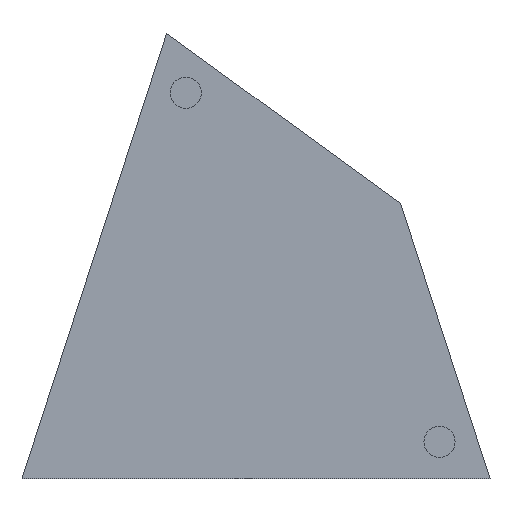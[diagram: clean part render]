
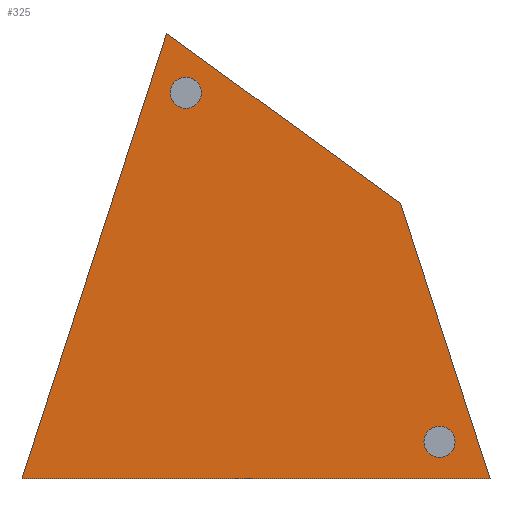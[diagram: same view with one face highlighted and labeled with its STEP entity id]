
A CAD part, top view. The second image highlights one B-rep face of the part: STEP entity #325.
In plain terms, the highlighted planar face has unit normal (0, 0, 1).
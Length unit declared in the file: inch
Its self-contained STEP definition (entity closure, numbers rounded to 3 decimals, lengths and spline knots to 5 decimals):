
#38 = VERTEX_POINT('',#39);
#39 = CARTESIAN_POINT('',(0.36498,1.1233,0.11811));
#46 = PLANE('',#47);
#47 = AXIS2_PLACEMENT_3D('',#48,#49,#50);
#48 = CARTESIAN_POINT('',(0.36498,1.1233,0.));
#49 = DIRECTION('',(0.951,-0.309,0.));
#50 = DIRECTION('',(-0.309,-0.951,0.));
#58 = PLANE('',#59);
#59 = AXIS2_PLACEMENT_3D('',#60,#61,#62);
#60 = CARTESIAN_POINT('',(0.36498,1.1233,0.));
#61 = DIRECTION('',(0.588,0.809,0.));
#62 = DIRECTION('',(0.809,-0.588,0.));
#70 = EDGE_CURVE('',#38,#71,#73,.T.);
#71 = VERTEX_POINT('',#72);
#72 = CARTESIAN_POINT('',(0.,0.,0.11811));
#73 = SURFACE_CURVE('',#74,(#78,#85),.PCURVE_S1.);
#74 = LINE('',#75,#76);
#75 = CARTESIAN_POINT('',(0.36498,1.1233,0.11811));
#76 = VECTOR('',#77,0.03937);
#77 = DIRECTION('',(-0.309,-0.951,0.));
#78 = PCURVE('',#46,#79);
#79 = DEFINITIONAL_REPRESENTATION('',(#80),#84);
#80 = LINE('',#81,#82);
#81 = CARTESIAN_POINT('',(0.,-0.118));
#82 = VECTOR('',#83,1.);
#83 = DIRECTION('',(1.,-0.));
#84 = ( GEOMETRIC_REPRESENTATION_CONTEXT(2) 
PARAMETRIC_REPRESENTATION_CONTEXT() REPRESENTATION_CONTEXT('2D SPACE',''
  ) );
#85 = PCURVE('',#86,#91);
#86 = PLANE('',#87);
#87 = AXIS2_PLACEMENT_3D('',#88,#89,#90);
#88 = CARTESIAN_POINT('',(0.36498,1.1233,0.11811));
#89 = DIRECTION('',(0.,0.,-1.));
#90 = DIRECTION('',(-1.,0.,0.));
#91 = DEFINITIONAL_REPRESENTATION('',(#92),#96);
#92 = LINE('',#93,#94);
#93 = CARTESIAN_POINT('',(0.,0.));
#94 = VECTOR('',#95,1.);
#95 = DIRECTION('',(0.309,-0.951));
#96 = ( GEOMETRIC_REPRESENTATION_CONTEXT(2) 
PARAMETRIC_REPRESENTATION_CONTEXT() REPRESENTATION_CONTEXT('2D SPACE',''
  ) );
#114 = PLANE('',#115);
#115 = AXIS2_PLACEMENT_3D('',#116,#117,#118);
#116 = CARTESIAN_POINT('',(0.,0.,0.));
#117 = DIRECTION('',(0.,1.,0.));
#118 = DIRECTION('',(1.,0.,0.));
#156 = EDGE_CURVE('',#38,#157,#159,.T.);
#157 = VERTEX_POINT('',#158);
#158 = CARTESIAN_POINT('',(0.95553,0.69423,0.11811));
#159 = SURFACE_CURVE('',#160,(#164,#171),.PCURVE_S1.);
#160 = LINE('',#161,#162);
#161 = CARTESIAN_POINT('',(0.36498,1.1233,0.11811)
  );
#162 = VECTOR('',#163,0.03937);
#163 = DIRECTION('',(0.809,-0.588,0.));
#164 = PCURVE('',#58,#165);
#165 = DEFINITIONAL_REPRESENTATION('',(#166),#170);
#166 = LINE('',#167,#168);
#167 = CARTESIAN_POINT('',(0.,-0.118));
#168 = VECTOR('',#169,1.);
#169 = DIRECTION('',(1.,0.));
#170 = ( GEOMETRIC_REPRESENTATION_CONTEXT(2) 
PARAMETRIC_REPRESENTATION_CONTEXT() REPRESENTATION_CONTEXT('2D SPACE',''
  ) );
#171 = PCURVE('',#86,#172);
#172 = DEFINITIONAL_REPRESENTATION('',(#173),#177);
#173 = LINE('',#174,#175);
#174 = CARTESIAN_POINT('',(0.,0.));
#175 = VECTOR('',#176,1.);
#176 = DIRECTION('',(-0.809,-0.588));
#177 = ( GEOMETRIC_REPRESENTATION_CONTEXT(2) 
PARAMETRIC_REPRESENTATION_CONTEXT() REPRESENTATION_CONTEXT('2D SPACE',''
  ) );
#195 = PLANE('',#196);
#196 = AXIS2_PLACEMENT_3D('',#197,#198,#199);
#197 = CARTESIAN_POINT('',(0.95553,0.69423,0.));
#198 = DIRECTION('',(0.951,0.309,0.));
#199 = DIRECTION('',(0.309,-0.951,0.));
#232 = EDGE_CURVE('',#71,#233,#235,.T.);
#233 = VERTEX_POINT('',#234);
#234 = CARTESIAN_POINT('',(1.1811,0.,0.11811));
#235 = SURFACE_CURVE('',#236,(#240,#247),.PCURVE_S1.);
#236 = LINE('',#237,#238);
#237 = CARTESIAN_POINT('',(0.,0.,0.11811));
#238 = VECTOR('',#239,0.03937);
#239 = DIRECTION('',(1.,0.,0.));
#240 = PCURVE('',#114,#241);
#241 = DEFINITIONAL_REPRESENTATION('',(#242),#246);
#242 = LINE('',#243,#244);
#243 = CARTESIAN_POINT('',(0.,-0.118));
#244 = VECTOR('',#245,1.);
#245 = DIRECTION('',(1.,0.));
#246 = ( GEOMETRIC_REPRESENTATION_CONTEXT(2) 
PARAMETRIC_REPRESENTATION_CONTEXT() REPRESENTATION_CONTEXT('2D SPACE',''
  ) );
#247 = PCURVE('',#86,#248);
#248 = DEFINITIONAL_REPRESENTATION('',(#249),#253);
#249 = LINE('',#250,#251);
#250 = CARTESIAN_POINT('',(0.365,-1.123));
#251 = VECTOR('',#252,1.);
#252 = DIRECTION('',(-1.,0.));
#253 = ( GEOMETRIC_REPRESENTATION_CONTEXT(2) 
PARAMETRIC_REPRESENTATION_CONTEXT() REPRESENTATION_CONTEXT('2D SPACE',''
  ) );
#325 = ADVANCED_FACE('',(#326,#352,#387),#86,.F.);
#326 = FACE_BOUND('',#327,.F.);
#327 = EDGE_LOOP('',(#328,#329,#330,#351));
#328 = ORIENTED_EDGE('',*,*,#70,.F.);
#329 = ORIENTED_EDGE('',*,*,#156,.T.);
#330 = ORIENTED_EDGE('',*,*,#331,.T.);
#331 = EDGE_CURVE('',#157,#233,#332,.T.);
#332 = SURFACE_CURVE('',#333,(#337,#344),.PCURVE_S1.);
#333 = LINE('',#334,#335);
#334 = CARTESIAN_POINT('',(0.95553,0.69423,0.11811));
#335 = VECTOR('',#336,0.03937);
#336 = DIRECTION('',(0.309,-0.951,0.));
#337 = PCURVE('',#86,#338);
#338 = DEFINITIONAL_REPRESENTATION('',(#339),#343);
#339 = LINE('',#340,#341);
#340 = CARTESIAN_POINT('',(-0.591,-0.429));
#341 = VECTOR('',#342,1.);
#342 = DIRECTION('',(-0.309,-0.951));
#343 = ( GEOMETRIC_REPRESENTATION_CONTEXT(2) 
PARAMETRIC_REPRESENTATION_CONTEXT() REPRESENTATION_CONTEXT('2D SPACE',''
  ) );
#344 = PCURVE('',#195,#345);
#345 = DEFINITIONAL_REPRESENTATION('',(#346),#350);
#346 = LINE('',#347,#348);
#347 = CARTESIAN_POINT('',(0.,-0.118));
#348 = VECTOR('',#349,1.);
#349 = DIRECTION('',(1.,0.));
#350 = ( GEOMETRIC_REPRESENTATION_CONTEXT(2) 
PARAMETRIC_REPRESENTATION_CONTEXT() REPRESENTATION_CONTEXT('2D SPACE',''
  ) );
#351 = ORIENTED_EDGE('',*,*,#232,.F.);
#352 = FACE_BOUND('',#353,.F.);
#353 = EDGE_LOOP('',(#354));
#354 = ORIENTED_EDGE('',*,*,#355,.T.);
#355 = EDGE_CURVE('',#356,#356,#358,.T.);
#356 = VERTEX_POINT('',#357);
#357 = CARTESIAN_POINT('',(1.09307,0.09256,
    0.11811));
#358 = SURFACE_CURVE('',#359,(#364,#375),.PCURVE_S1.);
#359 = CIRCLE('',#360,0.03937);
#360 = AXIS2_PLACEMENT_3D('',#361,#362,#363);
#361 = CARTESIAN_POINT('',(1.0537,0.09256,
    0.11811));
#362 = DIRECTION('',(0.,0.,1.));
#363 = DIRECTION('',(1.,0.,0.));
#364 = PCURVE('',#86,#365);
#365 = DEFINITIONAL_REPRESENTATION('',(#366),#374);
#366 = ( BOUNDED_CURVE() B_SPLINE_CURVE(2,(#367,#368,#369,#370,#371,#372
,#373),.UNSPECIFIED.,.T.,.F.) B_SPLINE_CURVE_WITH_KNOTS((1,2,2,2,2,1),(
    -2.0944,0.,2.0944,4.18879,6.28319,
8.37758),.UNSPECIFIED.) CURVE() GEOMETRIC_REPRESENTATION_ITEM() 
RATIONAL_B_SPLINE_CURVE((1.,0.5,1.,0.5,1.,0.5,1.)) REPRESENTATION_ITEM(
  '') );
#367 = CARTESIAN_POINT('',(-0.728,-1.031));
#368 = CARTESIAN_POINT('',(-0.728,-0.963));
#369 = CARTESIAN_POINT('',(-0.669,-0.997));
#370 = CARTESIAN_POINT('',(-0.61,-1.031));
#371 = CARTESIAN_POINT('',(-0.669,-1.065));
#372 = CARTESIAN_POINT('',(-0.728,-1.099));
#373 = CARTESIAN_POINT('',(-0.728,-1.031));
#374 = ( GEOMETRIC_REPRESENTATION_CONTEXT(2) 
PARAMETRIC_REPRESENTATION_CONTEXT() REPRESENTATION_CONTEXT('2D SPACE',''
  ) );
#375 = PCURVE('',#376,#381);
#376 = CYLINDRICAL_SURFACE('',#377,0.03937);
#377 = AXIS2_PLACEMENT_3D('',#378,#379,#380);
#378 = CARTESIAN_POINT('',(1.0537,0.09256,
    0.11811));
#379 = DIRECTION('',(0.,0.,1.));
#380 = DIRECTION('',(1.,0.,0.));
#381 = DEFINITIONAL_REPRESENTATION('',(#382),#386);
#382 = LINE('',#383,#384);
#383 = CARTESIAN_POINT('',(0.,0.));
#384 = VECTOR('',#385,1.);
#385 = DIRECTION('',(1.,0.));
#386 = ( GEOMETRIC_REPRESENTATION_CONTEXT(2) 
PARAMETRIC_REPRESENTATION_CONTEXT() REPRESENTATION_CONTEXT('2D SPACE',''
  ) );
#387 = FACE_BOUND('',#388,.F.);
#388 = EDGE_LOOP('',(#389));
#389 = ORIENTED_EDGE('',*,*,#390,.T.);
#390 = EDGE_CURVE('',#391,#391,#393,.T.);
#391 = VERTEX_POINT('',#392);
#392 = CARTESIAN_POINT('',(0.45301,0.97352,0.11811));
#393 = SURFACE_CURVE('',#394,(#399,#410),.PCURVE_S1.);
#394 = CIRCLE('',#395,0.03937);
#395 = AXIS2_PLACEMENT_3D('',#396,#397,#398);
#396 = CARTESIAN_POINT('',(0.41364,0.97352,0.11811));
#397 = DIRECTION('',(0.,0.,1.));
#398 = DIRECTION('',(1.,0.,0.));
#399 = PCURVE('',#86,#400);
#400 = DEFINITIONAL_REPRESENTATION('',(#401),#409);
#401 = ( BOUNDED_CURVE() B_SPLINE_CURVE(2,(#402,#403,#404,#405,#406,#407
,#408),.UNSPECIFIED.,.T.,.F.) B_SPLINE_CURVE_WITH_KNOTS((1,2,2,2,2,1),(
    -2.0944,0.,2.0944,4.18879,6.28319,
8.37758),.UNSPECIFIED.) CURVE() GEOMETRIC_REPRESENTATION_ITEM() 
RATIONAL_B_SPLINE_CURVE((1.,0.5,1.,0.5,1.,0.5,1.)) REPRESENTATION_ITEM(
  '') );
#402 = CARTESIAN_POINT('',(-0.088,-0.15));
#403 = CARTESIAN_POINT('',(-0.088,-0.082));
#404 = CARTESIAN_POINT('',(-0.029,-0.116));
#405 = CARTESIAN_POINT('',(0.03,-0.15));
#406 = CARTESIAN_POINT('',(-0.029,-0.184));
#407 = CARTESIAN_POINT('',(-0.088,-0.218));
#408 = CARTESIAN_POINT('',(-0.088,-0.15));
#409 = ( GEOMETRIC_REPRESENTATION_CONTEXT(2) 
PARAMETRIC_REPRESENTATION_CONTEXT() REPRESENTATION_CONTEXT('2D SPACE',''
  ) );
#410 = PCURVE('',#411,#416);
#411 = CYLINDRICAL_SURFACE('',#412,0.03937);
#412 = AXIS2_PLACEMENT_3D('',#413,#414,#415);
#413 = CARTESIAN_POINT('',(0.41364,0.97352,0.11811));
#414 = DIRECTION('',(0.,0.,1.));
#415 = DIRECTION('',(1.,0.,0.));
#416 = DEFINITIONAL_REPRESENTATION('',(#417),#421);
#417 = LINE('',#418,#419);
#418 = CARTESIAN_POINT('',(0.,0.));
#419 = VECTOR('',#420,1.);
#420 = DIRECTION('',(1.,0.));
#421 = ( GEOMETRIC_REPRESENTATION_CONTEXT(2) 
PARAMETRIC_REPRESENTATION_CONTEXT() REPRESENTATION_CONTEXT('2D SPACE',''
  ) );
